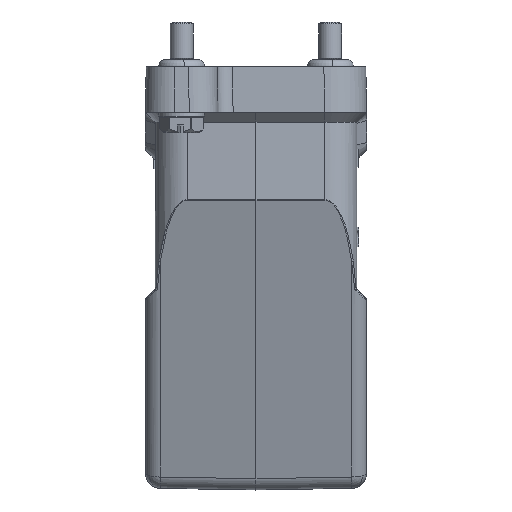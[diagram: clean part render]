
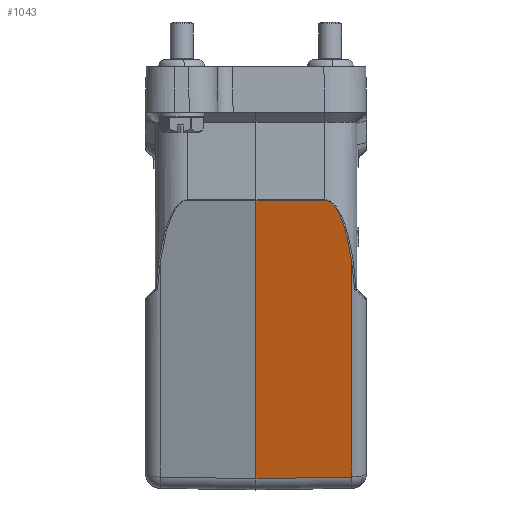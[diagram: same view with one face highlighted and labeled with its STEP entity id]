
A CAD part, left-side view. The second image highlights one B-rep face of the part: STEP entity #1043.
In plain terms, the highlighted planar face has unit normal (-0.966, -0.018, -0.259).
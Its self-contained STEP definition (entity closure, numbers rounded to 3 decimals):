
#518=FACE_OUTER_BOUND('',#2130,.T.);
#1043=ADVANCED_FACE('NONE',(#518),#1517,.F.);
#1517=PLANE('',#9227);
#2130=EDGE_LOOP('',(#3507,#3508,#3509,#3510,#3511));
#2688=B_SPLINE_CURVE_WITH_KNOTS('',3,(#13642,#13643,#13644,#13645,#13646,
#13647,#13648,#13649,#13650,#13651,#13652,#13653,#13654,#13655,#13656,#13657,
#13658,#13659,#13660,#13661),.UNSPECIFIED.,.F.,.F.,(4,2,2,2,2,2,2,2,2,4),
(0.,0.031,0.063,0.125,0.188,0.25,0.375,0.5,0.75,
1.),.UNSPECIFIED.);
#3507=ORIENTED_EDGE('',*,*,#6745,.T.);
#3508=ORIENTED_EDGE('',*,*,#6640,.F.);
#3509=ORIENTED_EDGE('',*,*,#6741,.F.);
#3510=ORIENTED_EDGE('',*,*,#6746,.F.);
#3511=ORIENTED_EDGE('',*,*,#6747,.F.);
#5765=VERTEX_POINT('',#12865);
#5766=VERTEX_POINT('',#12874);
#5829=VERTEX_POINT('',#13598);
#5831=VERTEX_POINT('',#13641);
#5832=VERTEX_POINT('',#13662);
#6640=EDGE_CURVE('NONE',#5765,#5766,#7811,.T.);
#6741=EDGE_CURVE('NONE',#5829,#5765,#7851,.T.);
#6745=EDGE_CURVE('NONE',#5831,#5766,#7852,.T.);
#6746=EDGE_CURVE('NONE',#5832,#5829,#2688,.T.);
#6747=EDGE_CURVE('NONE',#5831,#5832,#7853,.T.);
#7811=LINE('',#12873,#8494);
#7851=LINE('',#13599,#8534);
#7852=LINE('',#13640,#8535);
#7853=LINE('',#13663,#8536);
#8494=VECTOR('',#10261,1.);
#8534=VECTOR('',#10379,1.);
#8535=VECTOR('',#10382,1.);
#8536=VECTOR('',#10383,1.);
#9227=AXIS2_PLACEMENT_3D('',#13664,#10384,#10385);
#10261=DIRECTION('',(-0.013,1.,-0.017));
#10379=DIRECTION('',(0.259,0.,-0.966));
#10382=DIRECTION('',(0.259,0.,-0.966));
#10383=DIRECTION('',(0.017,-1.,0.002));
#10384=DIRECTION('',(0.966,0.017,0.259));
#10385=DIRECTION('',(0.259,0.,-0.966));
#12865=CARTESIAN_POINT('',(-55.094,-25.07,-95.598));
#12873=CARTESIAN_POINT('',(-55.094,-25.07,-95.598));
#12874=CARTESIAN_POINT('',(-55.43,0.,-96.036));
#13598=CARTESIAN_POINT('',(-70.235,-25.07,-39.091));
#13599=CARTESIAN_POINT('',(-54.213,-25.07,-98.887));
#13640=CARTESIAN_POINT('',(-54.636,0.,-99.));
#13641=CARTESIAN_POINT('',(-74.983,0.,-23.064));
#13642=CARTESIAN_POINT('',(-74.668,-18.048,-23.022));
#13643=CARTESIAN_POINT('',(-74.664,-18.244,-23.022));
#13644=CARTESIAN_POINT('',(-74.654,-18.439,-23.048));
#13645=CARTESIAN_POINT('',(-74.62,-18.815,-23.149));
#13646=CARTESIAN_POINT('',(-74.597,-18.996,-23.223));
#13647=CARTESIAN_POINT('',(-74.515,-19.511,-23.494));
#13648=CARTESIAN_POINT('',(-74.444,-19.815,-23.739));
#13649=CARTESIAN_POINT('',(-74.289,-20.363,-24.281));
#13650=CARTESIAN_POINT('',(-74.204,-20.607,-24.58));
#13651=CARTESIAN_POINT('',(-74.029,-21.054,-25.204));
#13652=CARTESIAN_POINT('',(-73.938,-21.257,-25.531));
#13653=CARTESIAN_POINT('',(-73.659,-21.823,-26.533));
#13654=CARTESIAN_POINT('',(-73.466,-22.142,-27.231));
#13655=CARTESIAN_POINT('',(-73.075,-22.714,-28.653));
#13656=CARTESIAN_POINT('',(-72.876,-22.965,-29.377));
#13657=CARTESIAN_POINT('',(-72.276,-23.647,-31.571));
#13658=CARTESIAN_POINT('',(-71.87,-24.009,-33.061));
#13659=CARTESIAN_POINT('',(-71.055,-24.619,-36.062));
#13660=CARTESIAN_POINT('',(-70.646,-24.866,-37.573));
#13661=CARTESIAN_POINT('',(-70.235,-25.07,-39.091));
#13662=CARTESIAN_POINT('',(-74.668,-18.048,-23.022));
#13663=CARTESIAN_POINT('',(-74.989,0.347,-23.064));
#13664=CARTESIAN_POINT('',(-54.636,0.,-99.));
